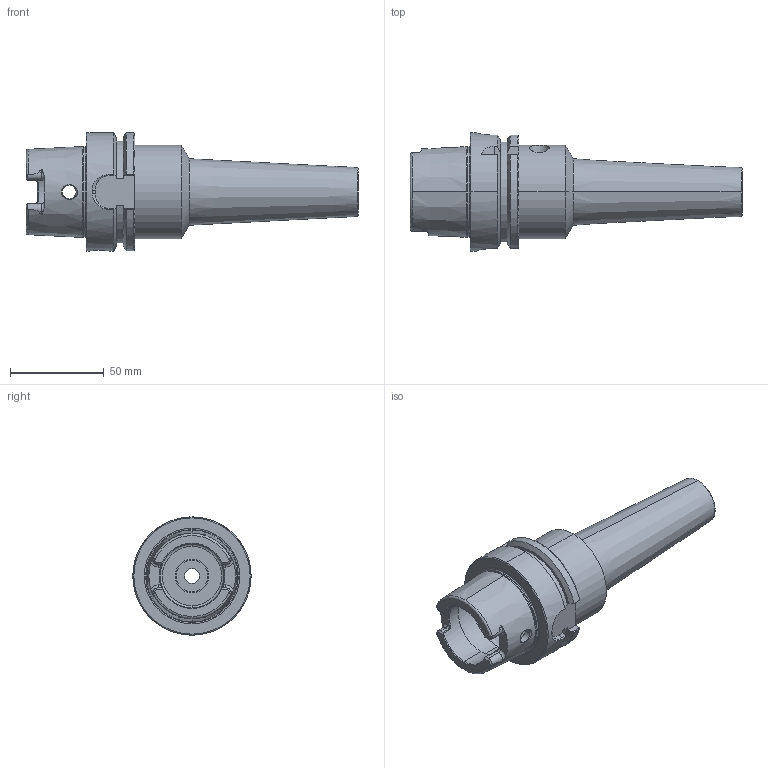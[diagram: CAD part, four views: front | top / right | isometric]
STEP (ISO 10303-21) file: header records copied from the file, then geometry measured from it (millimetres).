
FILE_DESCRIPTION((''),'2;1');
FILE_NAME('HSK63A-HMC12_7-145','2019-07-02T13:38:52',('ssktool'),(''),'CREO PARAMETRIC BY PTC INC, 2018100','CREO PARAMETRIC BY PTC INC, 2018100','');
FILE_SCHEMA(('CONFIG_CONTROL_DESIGN'));
Length unit declared in the file: millimetre
Products named in the file (1): HSK63A-HMC12_7-145
Bounding box: 177 x 63 x 63 mm (x, y, z)
Volume: 193318.6 mm3; surface area: 38970.5 mm2
Topology: 1 solids, 2 shells, 177 faces, 444 edges, 276 vertices
Faces by surface type: plane 64, cylinder 51, cone 37, torus 21, bspline 4
Entity records: 5989 total; most frequent: CARTESIAN_POINT 1748, ORIENTED_EDGE 884, DIRECTION 872, EDGE_CURVE 444, AXIS2_PLACEMENT_3D 337, VERTEX_POINT 276, VECTOR 198, LINE 198
